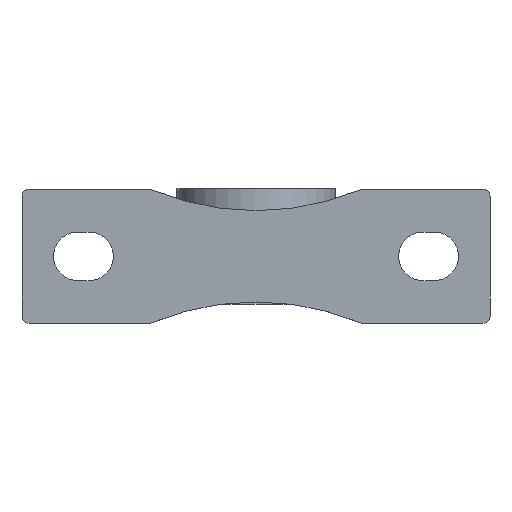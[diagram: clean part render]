
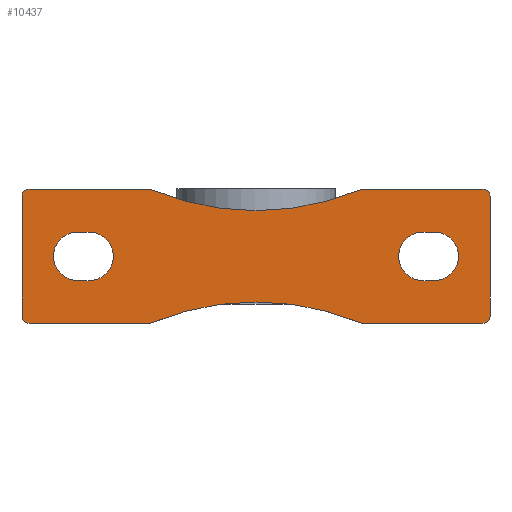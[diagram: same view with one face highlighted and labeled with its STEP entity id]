
A CAD part, front view. The second image highlights one B-rep face of the part: STEP entity #10437.
In plain terms, the highlighted face is planar.
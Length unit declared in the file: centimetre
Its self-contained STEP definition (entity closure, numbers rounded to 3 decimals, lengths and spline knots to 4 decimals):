
#5708=CARTESIAN_POINT('',(-2.35,-3.7511,0.));
#5709=VERTEX_POINT('',#5708);
#5716=CARTESIAN_POINT('',(-2.35,-7.946,0.));
#5717=VERTEX_POINT('',#5716);
#5718=CARTESIAN_POINT('',(-2.35,-12353.2,0.));
#5719=DIRECTION('',(0.,1.,0.));
#5720=VECTOR('',#5719,24690.);
#5721=LINE('',#5718,#5720);
#5722=EDGE_CURVE('',#5717,#5709,#5721,.T.);
#5740=CARTESIAN_POINT('',(-2.3305,-3.6535,0.));
#5741=VERTEX_POINT('',#5740);
#5748=CARTESIAN_POINT('',(-2.096,-3.7511,0.));
#5749=DIRECTION('',(0.,0.,1.));
#5750=DIRECTION('',(-0.981,0.196,0.));
#5751=AXIS2_PLACEMENT_3D('',#5748,#5749,#5750);
#5752=CIRCLE('',#5751,0.254);
#5753=EDGE_CURVE('',#5741,#5709,#5752,.T.);
#5890=CARTESIAN_POINT('',(-1.6,-0.,0.));
#5891=VERTEX_POINT('',#5890);
#6018=CARTESIAN_POINT('',(-2.3305,3.6535,0.));
#6019=VERTEX_POINT('',#6018);
#6026=CARTESIAN_POINT('',(-11.1017,0.,0.));
#6027=DIRECTION('',(0.,0.,-1.));
#6028=DIRECTION('',(-1.,0.,0.));
#6029=AXIS2_PLACEMENT_3D('',#6026,#6027,#6028);
#6030=CIRCLE('',#6029,9.5017);
#6031=EDGE_CURVE('',#6019,#5891,#6030,.T.);
#6952=CARTESIAN_POINT('',(2.35,3.7511,0.));
#6953=VERTEX_POINT('',#6952);
#6960=CARTESIAN_POINT('',(2.35,7.946,0.));
#6961=VERTEX_POINT('',#6960);
#6962=CARTESIAN_POINT('',(2.35,12353.2,0.));
#6963=DIRECTION('',(0.,-1.,0.));
#6964=VECTOR('',#6963,24690.);
#6965=LINE('',#6962,#6964);
#6966=EDGE_CURVE('',#6961,#6953,#6965,.T.);
#6985=CARTESIAN_POINT('',(2.3305,3.6535,0.));
#6986=VERTEX_POINT('',#6985);
#6993=CARTESIAN_POINT('',(2.096,3.7511,0.));
#6994=DIRECTION('',(0.,0.,1.));
#6995=DIRECTION('',(0.981,-0.196,0.));
#6996=AXIS2_PLACEMENT_3D('',#6993,#6994,#6995);
#6997=CIRCLE('',#6996,0.254);
#6998=EDGE_CURVE('',#6986,#6953,#6997,.T.);
#7056=CARTESIAN_POINT('',(1.6,0.,0.));
#7057=VERTEX_POINT('',#7056);
#7184=CARTESIAN_POINT('',(2.3305,-3.6535,0.));
#7185=VERTEX_POINT('',#7184);
#7192=CARTESIAN_POINT('',(11.1017,0.,0.));
#7193=DIRECTION('',(0.,0.,1.));
#7194=DIRECTION('',(1.,0.,-0.));
#7195=AXIS2_PLACEMENT_3D('',#7192,#7193,#7194);
#7196=CIRCLE('',#7195,9.5017);
#7197=EDGE_CURVE('',#7057,#7185,#7196,.T.);
#9993=CARTESIAN_POINT('',(2.096,8.2,0.));
#9994=VERTEX_POINT('',#9993);
#10001=CARTESIAN_POINT('',(-2.096,8.2,0.));
#10002=VERTEX_POINT('',#10001);
#10003=CARTESIAN_POINT('',(-12345.,8.2,0.));
#10004=DIRECTION('',(1.,0.,-0.));
#10005=VECTOR('',#10004,24690.);
#10006=LINE('',#10003,#10005);
#10007=EDGE_CURVE('',#10002,#9994,#10006,.T.);
#10025=CARTESIAN_POINT('',(2.096,7.946,0.));
#10026=DIRECTION('',(0.,-0.,1.));
#10027=DIRECTION('',(0.707,0.707,0.));
#10028=AXIS2_PLACEMENT_3D('',#10025,#10026,#10027);
#10029=CIRCLE('',#10028,0.254);
#10030=EDGE_CURVE('',#6961,#9994,#10029,.T.);
#10255=CARTESIAN_POINT('',(2.096,-8.2,0.));
#10256=VERTEX_POINT('',#10255);
#10263=CARTESIAN_POINT('',(2.35,-7.946,0.));
#10264=VERTEX_POINT('',#10263);
#10265=CARTESIAN_POINT('',(2.096,-7.946,0.));
#10266=DIRECTION('',(0.,0.,1.));
#10267=DIRECTION('',(0.707,-0.707,0.));
#10268=AXIS2_PLACEMENT_3D('',#10265,#10266,#10267);
#10269=CIRCLE('',#10268,0.254);
#10270=EDGE_CURVE('',#10256,#10264,#10269,.T.);
#10281=CARTESIAN_POINT('',(1.0611,-4.2435,0.));
#10282=DIRECTION('',(0.,0.,1.));
#10283=DIRECTION('',(1.,0.,0.));
#10284=AXIS2_PLACEMENT_3D('',#10281,#10282,#10283);
#10285=PLANE('',#10284);
#10286=ORIENTED_EDGE('',*,*,#10030,.F.);
#10287=ORIENTED_EDGE('',*,*,#6966,.T.);
#10288=ORIENTED_EDGE('',*,*,#6998,.F.);
#10289=CARTESIAN_POINT('',(11.1017,0.,0.));
#10290=DIRECTION('',(0.,0.,1.));
#10291=DIRECTION('',(1.,0.,-0.));
#10292=AXIS2_PLACEMENT_3D('',#10289,#10290,#10291);
#10293=CIRCLE('',#10292,9.5017);
#10294=EDGE_CURVE('',#6986,#7057,#10293,.T.);
#10295=ORIENTED_EDGE('',*,*,#10294,.T.);
#10296=ORIENTED_EDGE('',*,*,#7197,.T.);
#10297=CARTESIAN_POINT('',(2.35,-3.7511,0.));
#10298=VERTEX_POINT('',#10297);
#10299=CARTESIAN_POINT('',(2.096,-3.7511,0.));
#10300=DIRECTION('',(0.,-0.,1.));
#10301=DIRECTION('',(0.981,0.196,0.));
#10302=AXIS2_PLACEMENT_3D('',#10299,#10300,#10301);
#10303=CIRCLE('',#10302,0.254);
#10304=EDGE_CURVE('',#10298,#7185,#10303,.T.);
#10305=ORIENTED_EDGE('',*,*,#10304,.F.);
#10306=CARTESIAN_POINT('',(2.35,-12353.2,0.));
#10307=DIRECTION('',(0.,1.,0.));
#10308=VECTOR('',#10307,24690.);
#10309=LINE('',#10306,#10308);
#10310=EDGE_CURVE('',#10264,#10298,#10309,.T.);
#10311=ORIENTED_EDGE('',*,*,#10310,.F.);
#10312=ORIENTED_EDGE('',*,*,#10270,.F.);
#10313=CARTESIAN_POINT('',(-2.096,-8.2,0.));
#10314=VERTEX_POINT('',#10313);
#10315=CARTESIAN_POINT('',(-12345.,-8.2,0.));
#10316=DIRECTION('',(1.,0.,-0.));
#10317=VECTOR('',#10316,24690.);
#10318=LINE('',#10315,#10317);
#10319=EDGE_CURVE('',#10314,#10256,#10318,.T.);
#10320=ORIENTED_EDGE('',*,*,#10319,.F.);
#10321=CARTESIAN_POINT('',(-2.096,-7.946,0.));
#10322=DIRECTION('',(0.,0.,1.));
#10323=DIRECTION('',(-0.707,-0.707,0.));
#10324=AXIS2_PLACEMENT_3D('',#10321,#10322,#10323);
#10325=CIRCLE('',#10324,0.254);
#10326=EDGE_CURVE('',#5717,#10314,#10325,.T.);
#10327=ORIENTED_EDGE('',*,*,#10326,.F.);
#10328=ORIENTED_EDGE('',*,*,#5722,.T.);
#10329=ORIENTED_EDGE('',*,*,#5753,.F.);
#10330=CARTESIAN_POINT('',(-11.1017,0.,0.));
#10331=DIRECTION('',(0.,0.,-1.));
#10332=DIRECTION('',(-1.,0.,0.));
#10333=AXIS2_PLACEMENT_3D('',#10330,#10331,#10332);
#10334=CIRCLE('',#10333,9.5017);
#10335=EDGE_CURVE('',#5891,#5741,#10334,.T.);
#10336=ORIENTED_EDGE('',*,*,#10335,.F.);
#10337=ORIENTED_EDGE('',*,*,#6031,.F.);
#10338=CARTESIAN_POINT('',(-2.35,3.7511,0.));
#10339=VERTEX_POINT('',#10338);
#10340=CARTESIAN_POINT('',(-2.096,3.7511,0.));
#10341=DIRECTION('',(0.,0.,1.));
#10342=DIRECTION('',(-0.981,-0.196,0.));
#10343=AXIS2_PLACEMENT_3D('',#10340,#10341,#10342);
#10344=CIRCLE('',#10343,0.254);
#10345=EDGE_CURVE('',#10339,#6019,#10344,.T.);
#10346=ORIENTED_EDGE('',*,*,#10345,.F.);
#10347=CARTESIAN_POINT('',(-2.35,7.946,0.));
#10348=VERTEX_POINT('',#10347);
#10349=CARTESIAN_POINT('',(-2.35,12353.2,0.));
#10350=DIRECTION('',(0.,-1.,0.));
#10351=VECTOR('',#10350,24690.);
#10352=LINE('',#10349,#10351);
#10353=EDGE_CURVE('',#10348,#10339,#10352,.T.);
#10354=ORIENTED_EDGE('',*,*,#10353,.F.);
#10355=CARTESIAN_POINT('',(-2.096,7.946,0.));
#10356=DIRECTION('',(0.,0.,1.));
#10357=DIRECTION('',(-0.707,0.707,0.));
#10358=AXIS2_PLACEMENT_3D('',#10355,#10356,#10357);
#10359=CIRCLE('',#10358,0.254);
#10360=EDGE_CURVE('',#10002,#10348,#10359,.T.);
#10361=ORIENTED_EDGE('',*,*,#10360,.F.);
#10362=ORIENTED_EDGE('',*,*,#10007,.T.);
#10363=EDGE_LOOP('',(#10286,#10287,#10288,#10295,#10296,#10305,#10311,#10312,#10320,#10327,#10328,#10329,#10336,#10337,#10346,#10354,#10361,#10362));
#10364=FACE_BOUND('',#10363,.T.);
#10365=CARTESIAN_POINT('',(0.85,6.25,0.));
#10366=VERTEX_POINT('',#10365);
#10367=CARTESIAN_POINT('',(-0.85,6.25,0.));
#10368=VERTEX_POINT('',#10367);
#10369=CARTESIAN_POINT('',(0.,6.25,0.));
#10370=DIRECTION('',(0.,0.,1.));
#10371=DIRECTION('',(-1.,0.,0.));
#10372=AXIS2_PLACEMENT_3D('',#10369,#10370,#10371);
#10373=CIRCLE('',#10372,0.85);
#10374=EDGE_CURVE('',#10366,#10368,#10373,.T.);
#10375=ORIENTED_EDGE('',*,*,#10374,.T.);
#10376=CARTESIAN_POINT('',(-0.85,5.85,0.));
#10377=VERTEX_POINT('',#10376);
#10378=CARTESIAN_POINT('',(-0.85,12345.9033,0.));
#10379=DIRECTION('',(0.,-1.,0.));
#10380=VECTOR('',#10379,24690.);
#10381=LINE('',#10378,#10380);
#10382=EDGE_CURVE('',#10368,#10377,#10381,.T.);
#10383=ORIENTED_EDGE('',*,*,#10382,.T.);
#10384=CARTESIAN_POINT('',(0.85,5.85,0.));
#10385=VERTEX_POINT('',#10384);
#10386=CARTESIAN_POINT('',(0.,5.85,0.));
#10387=DIRECTION('',(0.,0.,1.));
#10388=DIRECTION('',(-1.,0.,0.));
#10389=AXIS2_PLACEMENT_3D('',#10386,#10387,#10388);
#10390=CIRCLE('',#10389,0.85);
#10391=EDGE_CURVE('',#10377,#10385,#10390,.T.);
#10392=ORIENTED_EDGE('',*,*,#10391,.T.);
#10393=CARTESIAN_POINT('',(0.85,-12344.0967,0.));
#10394=DIRECTION('',(0.,1.,-0.));
#10395=VECTOR('',#10394,24690.);
#10396=LINE('',#10393,#10395);
#10397=EDGE_CURVE('',#10385,#10366,#10396,.T.);
#10398=ORIENTED_EDGE('',*,*,#10397,.T.);
#10399=EDGE_LOOP('',(#10375,#10383,#10392,#10398));
#10400=FACE_BOUND('',#10399,.T.);
#10401=CARTESIAN_POINT('',(0.85,-5.85,0.));
#10402=VERTEX_POINT('',#10401);
#10403=CARTESIAN_POINT('',(-0.85,-5.85,0.));
#10404=VERTEX_POINT('',#10403);
#10405=CARTESIAN_POINT('',(-0.,-5.85,0.));
#10406=DIRECTION('',(0.,0.,1.));
#10407=DIRECTION('',(1.,0.,-0.));
#10408=AXIS2_PLACEMENT_3D('',#10405,#10406,#10407);
#10409=CIRCLE('',#10408,0.85);
#10410=EDGE_CURVE('',#10402,#10404,#10409,.T.);
#10411=ORIENTED_EDGE('',*,*,#10410,.T.);
#10412=CARTESIAN_POINT('',(-0.85,-6.25,0.));
#10413=VERTEX_POINT('',#10412);
#10414=CARTESIAN_POINT('',(-0.85,12339.8533,0.));
#10415=DIRECTION('',(0.,-1.,0.));
#10416=VECTOR('',#10415,24690.);
#10417=LINE('',#10414,#10416);
#10418=EDGE_CURVE('',#10404,#10413,#10417,.T.);
#10419=ORIENTED_EDGE('',*,*,#10418,.T.);
#10420=CARTESIAN_POINT('',(0.85,-6.25,0.));
#10421=VERTEX_POINT('',#10420);
#10422=CARTESIAN_POINT('',(0.,-6.25,0.));
#10423=DIRECTION('',(0.,0.,1.));
#10424=DIRECTION('',(-1.,0.,0.));
#10425=AXIS2_PLACEMENT_3D('',#10422,#10423,#10424);
#10426=CIRCLE('',#10425,0.85);
#10427=EDGE_CURVE('',#10413,#10421,#10426,.T.);
#10428=ORIENTED_EDGE('',*,*,#10427,.T.);
#10429=CARTESIAN_POINT('',(0.85,-12350.1467,0.));
#10430=DIRECTION('',(0.,1.,0.));
#10431=VECTOR('',#10430,24690.);
#10432=LINE('',#10429,#10431);
#10433=EDGE_CURVE('',#10421,#10402,#10432,.T.);
#10434=ORIENTED_EDGE('',*,*,#10433,.T.);
#10435=EDGE_LOOP('',(#10411,#10419,#10428,#10434));
#10436=FACE_BOUND('',#10435,.T.);
#10437=ADVANCED_FACE('',(#10364,#10400,#10436),#10285,.F.);
